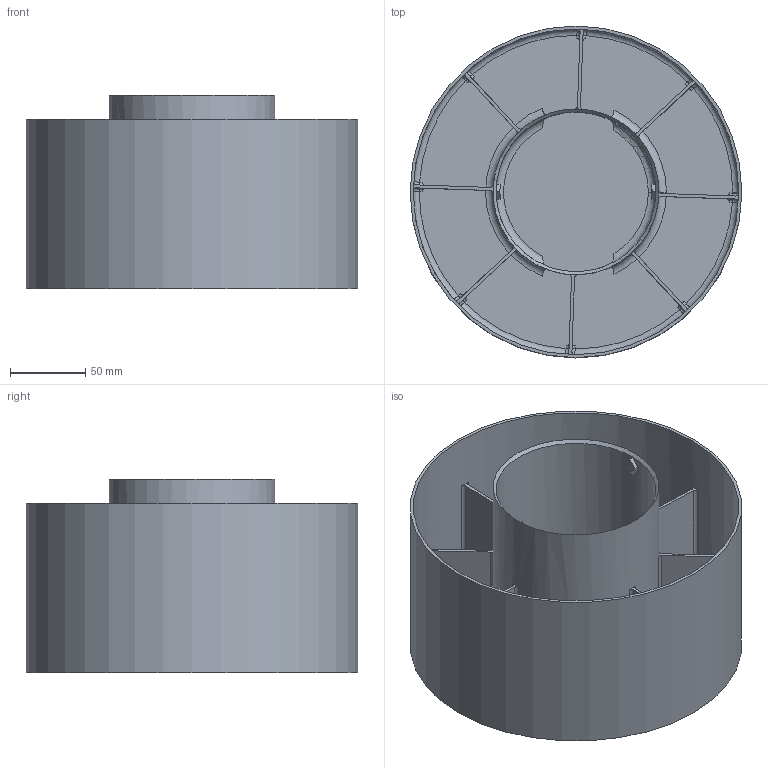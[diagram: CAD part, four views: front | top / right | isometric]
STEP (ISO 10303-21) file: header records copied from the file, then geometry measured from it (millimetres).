
FILE_DESCRIPTION(('HOOPS Exchange Step'),'2;1');
FILE_NAME('temp_export','2024-10-14T12:59:46-05:00',('mobile'),('Shapr3D Limited'),'HOOPS Exchange 2024.2','Shapr3D','Authorized');
FILE_SCHEMA( ('AP203_CONFIGURATION_CONTROLLED_3D_DESIGN_OF_MECHANICAL_PARTS_AND_ASSEMBLIES_MIM_LF') );
Length unit declared in the file: millimetre
Products named in the file (1): Body 09 (3)
Bounding box: 220 x 220 x 128.5 mm (x, y, z)
Volume: 358885.7 mm3; surface area: 351327.4 mm2
Topology: 1 solids, 1 shells, 145 faces, 422 edges, 271 vertices
Faces by surface type: cylinder 62, plane 47, bspline 20, torus 15, cone 1
Full cylindrical faces by diameter (mm): 106 x1, 110 x1, 216 x1, 220 x1
Entity records: 10108 total; most frequent: CARTESIAN_POINT 6278, ORIENTED_EDGE 844, DIRECTION 781, EDGE_CURVE 422, AXIS2_PLACEMENT_3D 305, VERTEX_POINT 271, VECTOR 171, LINE 171
